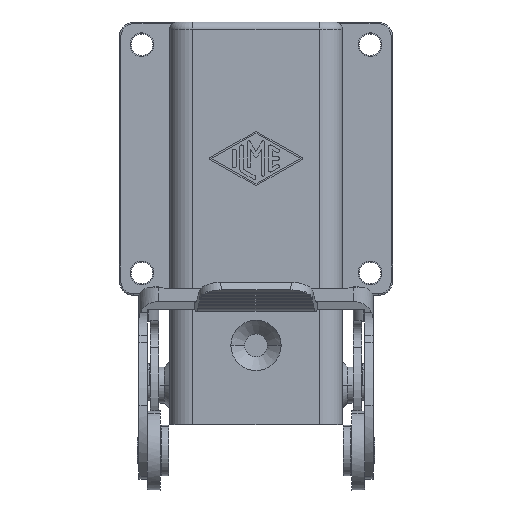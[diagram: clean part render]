
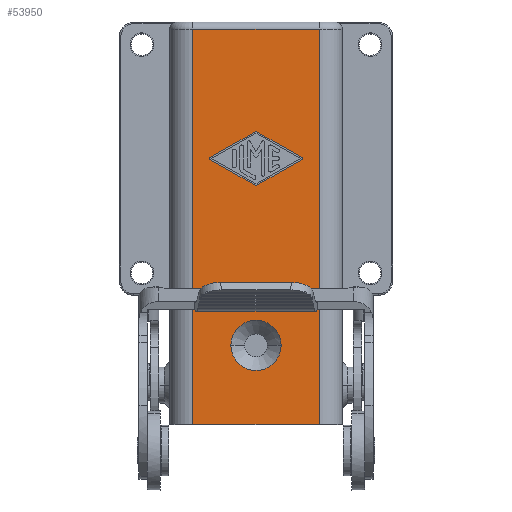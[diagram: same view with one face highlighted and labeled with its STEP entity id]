
A CAD part, top view. The second image highlights one B-rep face of the part: STEP entity #53950.
In plain terms, the highlighted face is planar.
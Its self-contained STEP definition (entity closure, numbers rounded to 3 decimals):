
#3900=CARTESIAN_POINT('',(36.4,67.28,44.));
#3910=VERTEX_POINT('',#3900);
#3940=CARTESIAN_POINT('',(32.9,67.28,44.));
#3950=DIRECTION('',(0.,1.,0.));
#3960=DIRECTION('',(1.,0.,0.));
#3970=AXIS2_PLACEMENT_3D('',#3940,#3950,#3960);
#3980=CIRCLE('',#3970,3.5);
#3990=CARTESIAN_POINT('',(29.4,67.28,44.));
#4000=VERTEX_POINT('',#3990);
#4010=EDGE_CURVE('',#4000,#3910,#3980,.T.);
#10080=CARTESIAN_POINT('',(24.1,67.28,0.));
#10090=VERTEX_POINT('',#10080);
#11430=CARTESIAN_POINT('',(33.024,67.28,14.283));
#11440=VERTEX_POINT('',#11430);
#11620=CARTESIAN_POINT('',(32.776,67.28,14.283));
#11630=VERTEX_POINT('',#11620);
#11660=CARTESIAN_POINT('',(32.9,67.28,14.5));
#11670=DIRECTION('',(0.,1.,0.));
#11680=DIRECTION('',(1.,0.,0.));
#11690=AXIS2_PLACEMENT_3D('',#11660,#11670,#11680);
#11700=CIRCLE('',#11690,0.25);
#11710=EDGE_CURVE('',#11440,#11630,#11700,.T.);
#22130=CARTESIAN_POINT('',(41.7,67.28,0.));
#22140=VERTEX_POINT('',#22130);
#22170=CARTESIAN_POINT('',(0.,67.28,0.));
#22180=DIRECTION('',(-1.,0.,0.));
#22190=VECTOR('',#22180,1.);
#22200=LINE('',#22170,#22190);
#22210=EDGE_CURVE('',#22140,#10090,#22200,.T.);
#24610=CARTESIAN_POINT('',(26.463,67.28,17.891));
#24620=VERTEX_POINT('',#24610);
#24650=CARTESIAN_POINT('',(0.,67.28,33.017));
#24660=DIRECTION('',(-0.868,0.,0.496));
#24670=VECTOR('',#24660,1.);
#24680=LINE('',#24650,#24670);
#24690=EDGE_CURVE('',#11630,#24620,#24680,.T.);
#28630=CARTESIAN_POINT('',(33.024,67.28,21.717));
#28640=VERTEX_POINT('',#28630);
#28810=CARTESIAN_POINT('',(39.337,67.28,18.109));
#28820=VERTEX_POINT('',#28810);
#28850=CARTESIAN_POINT('',(0.,67.28,40.594));
#28860=DIRECTION('',(0.868,0.,-0.496));
#28870=VECTOR('',#28860,1.);
#28880=LINE('',#28850,#28870);
#28890=EDGE_CURVE('',#28640,#28820,#28880,.T.);
#29830=CARTESIAN_POINT('',(26.463,67.28,18.109));
#29840=VERTEX_POINT('',#29830);
#30010=CARTESIAN_POINT('',(32.776,67.28,21.717));
#30020=VERTEX_POINT('',#30010);
#30050=CARTESIAN_POINT('',(0.,67.28,2.983));
#30060=DIRECTION('',(0.868,0.,0.496));
#30070=VECTOR('',#30060,1.);
#30080=LINE('',#30050,#30070);
#30090=EDGE_CURVE('',#29840,#30020,#30080,.T.);
#30890=CARTESIAN_POINT('',(20.9,67.28,0.));
#30900=DIRECTION('',(-0.,1.,0.));
#30910=DIRECTION('',(1.,0.,0.));
#30920=AXIS2_PLACEMENT_3D('',#30890,#30900,#30910);
#30930=PLANE('',#30920);
#42270=CARTESIAN_POINT('',(39.337,67.28,17.891));
#42280=VERTEX_POINT('',#42270);
#42400=CARTESIAN_POINT('',(0.,67.28,-4.594));
#42410=DIRECTION('',(-0.868,0.,-0.496));
#42420=VECTOR('',#42410,1.);
#42430=LINE('',#42400,#42420);
#42440=EDGE_CURVE('',#42280,#11440,#42430,.T.);
#45260=CARTESIAN_POINT('',(24.1,67.28,55.));
#45270=VERTEX_POINT('',#45260);
#45300=CARTESIAN_POINT('',(20.9,67.28,55.));
#45310=DIRECTION('',(1.,0.,0.));
#45320=VECTOR('',#45310,1.);
#45330=LINE('',#45300,#45320);
#45340=CARTESIAN_POINT('',(41.7,67.28,55.));
#45350=VERTEX_POINT('',#45340);
#45360=EDGE_CURVE('',#45270,#45350,#45330,.T.);
#46700=CARTESIAN_POINT('',(26.525,67.28,18.));
#46710=DIRECTION('',(0.,1.,0.));
#46720=DIRECTION('',(1.,0.,0.));
#46730=AXIS2_PLACEMENT_3D('',#46700,#46710,#46720);
#46740=CIRCLE('',#46730,0.125);
#46750=EDGE_CURVE('',#24620,#29840,#46740,.T.);
#46880=CARTESIAN_POINT('',(39.275,67.28,18.));
#46890=DIRECTION('',(0.,1.,0.));
#46900=DIRECTION('',(1.,0.,0.));
#46910=AXIS2_PLACEMENT_3D('',#46880,#46890,#46900);
#46920=CIRCLE('',#46910,0.125);
#46930=EDGE_CURVE('',#28820,#42280,#46920,.T.);
#52730=CARTESIAN_POINT('',(32.9,67.28,21.5));
#52740=DIRECTION('',(0.,1.,0.));
#52750=DIRECTION('',(1.,0.,0.));
#52760=AXIS2_PLACEMENT_3D('',#52730,#52740,#52750);
#52770=CIRCLE('',#52760,0.25);
#52780=EDGE_CURVE('',#30020,#28640,#52770,.T.);
#53600=CARTESIAN_POINT('',(41.7,67.28,0.));
#53610=DIRECTION('',(0.,0.,1.));
#53620=VECTOR('',#53610,1.);
#53630=LINE('',#53600,#53620);
#53640=EDGE_CURVE('',#22140,#45350,#53630,.T.);
#53690=EDGE_CURVE('',#3910,#4000,#3980,.T.);
#53700=ORIENTED_EDGE('',*,*,#53690,.F.);
#53710=ORIENTED_EDGE('',*,*,#4010,.F.);
#53720=EDGE_LOOP('',(#53710,#53700));
#53730=FACE_BOUND('',#53720,.T.);
#53740=ORIENTED_EDGE('',*,*,#45360,.T.);
#53750=CARTESIAN_POINT('',(24.1,67.28,0.));
#53760=DIRECTION('',(0.,0.,1.));
#53770=VECTOR('',#53760,1.);
#53780=LINE('',#53750,#53770);
#53790=EDGE_CURVE('',#10090,#45270,#53780,.T.);
#53800=ORIENTED_EDGE('',*,*,#53790,.T.);
#53810=ORIENTED_EDGE('',*,*,#22210,.T.);
#53820=ORIENTED_EDGE('',*,*,#53640,.F.);
#53830=EDGE_LOOP('',(#53820,#53810,#53800,#53740));
#53840=FACE_OUTER_BOUND('',#53830,.T.);
#53850=ORIENTED_EDGE('',*,*,#52780,.F.);
#53860=ORIENTED_EDGE('',*,*,#28890,.F.);
#53870=ORIENTED_EDGE('',*,*,#46930,.F.);
#53880=ORIENTED_EDGE('',*,*,#42440,.F.);
#53890=ORIENTED_EDGE('',*,*,#11710,.F.);
#53900=ORIENTED_EDGE('',*,*,#24690,.F.);
#53910=ORIENTED_EDGE('',*,*,#46750,.F.);
#53920=ORIENTED_EDGE('',*,*,#30090,.F.);
#53930=EDGE_LOOP('',(#53920,#53910,#53900,#53890,#53880,#53870,#53860,
#53850));
#53940=FACE_BOUND('',#53930,.T.);
#53950=ADVANCED_FACE('',(#53730,#53840,#53940),#30930,.T.);
